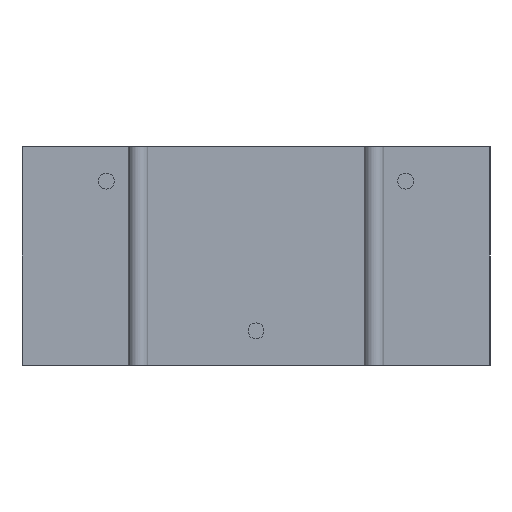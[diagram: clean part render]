
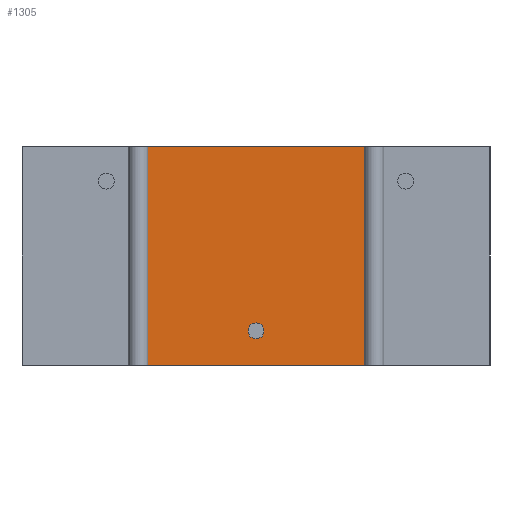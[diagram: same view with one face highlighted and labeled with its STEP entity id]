
A CAD part, front view. The second image highlights one B-rep face of the part: STEP entity #1305.
In plain terms, the highlighted planar face has unit normal (0, -1, 0).
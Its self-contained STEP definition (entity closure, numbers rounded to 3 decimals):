
#19 = CARTESIAN_POINT ( 'NONE',  ( -5.5, -11.9, 11.12 ) ) ;
#77 = VERTEX_POINT ( 'NONE', #859 ) ;
#90 = ORIENTED_EDGE ( 'NONE', *, *, #1277, .F. ) ;
#115 = CARTESIAN_POINT ( 'NONE',  ( 5.5, -11.9, 0. ) ) ;
#151 = ORIENTED_EDGE ( 'NONE', *, *, #1266, .F. ) ;
#181 = LINE ( 'NONE', #1155, #1435 ) ;
#191 = VERTEX_POINT ( 'NONE', #115 ) ;
#214 = VERTEX_POINT ( 'NONE', #354 ) ;
#236 = DIRECTION ( 'NONE',  ( 0., 1., 0. ) ) ;
#335 = LINE ( 'NONE', #1078, #681 ) ;
#337 = CARTESIAN_POINT ( 'NONE',  ( 5.5, -11.9, 11.12 ) ) ;
#338 = ORIENTED_EDGE ( 'NONE', *, *, #1182, .F. ) ;
#354 = CARTESIAN_POINT ( 'NONE',  ( 0., -11.9, 2.156 ) ) ;
#391 = ORIENTED_EDGE ( 'NONE', *, *, #1263, .F. ) ;
#403 = EDGE_LOOP ( 'NONE', ( #876, #151, #338, #1411 ) ) ;
#408 = FACE_BOUND ( 'NONE', #976, .T. ) ;
#415 = DIRECTION ( 'NONE',  ( 1., 0., 0. ) ) ;
#470 = CARTESIAN_POINT ( 'NONE',  ( -5.5, -11.9, 0. ) ) ;
#493 = DIRECTION ( 'NONE',  ( 1., 0., 0. ) ) ;
#555 = DIRECTION ( 'NONE',  ( 0., 0., 1. ) ) ;
#560 = DIRECTION ( 'NONE',  ( 0., -1., 0. ) ) ;
#571 = CARTESIAN_POINT ( 'NONE',  ( 0., -11.9, 1.75 ) ) ;
#579 = CIRCLE ( 'NONE', #855, 0.406 ) ;
#594 = CIRCLE ( 'NONE', #600, 0.406 ) ;
#600 = AXIS2_PLACEMENT_3D ( 'NONE', #1104, #560, #984 ) ;
#681 = VECTOR ( 'NONE', #415, 1000. ) ;
#693 = LINE ( 'NONE', #337, #932 ) ;
#699 = DIRECTION ( 'NONE',  ( 0., 0., 1. ) ) ;
#757 = VERTEX_POINT ( 'NONE', #470 ) ;
#784 = PLANE ( 'NONE',  #934 ) ;
#835 = EDGE_CURVE ( 'NONE', #757, #191, #335, .T. ) ;
#855 = AXIS2_PLACEMENT_3D ( 'NONE', #571, #892, #555 ) ;
#859 = CARTESIAN_POINT ( 'NONE',  ( -5.5, -11.9, 11.12 ) ) ;
#872 = CARTESIAN_POINT ( 'NONE',  ( 0., -11.9, 1.343 ) ) ;
#876 = ORIENTED_EDGE ( 'NONE', *, *, #835, .T. ) ;
#892 = DIRECTION ( 'NONE',  ( 0., -1., 0. ) ) ;
#893 = VERTEX_POINT ( 'NONE', #872 ) ;
#932 = VECTOR ( 'NONE', #1112, 1000. ) ;
#934 = AXIS2_PLACEMENT_3D ( 'NONE', #19, #236, #699 ) ;
#976 = EDGE_LOOP ( 'NONE', ( #391, #90 ) ) ;
#984 = DIRECTION ( 'NONE',  ( 0., 0., 1. ) ) ;
#990 = VECTOR ( 'NONE', #1147, 1000. ) ;
#1034 = LINE ( 'NONE', #1370, #990 ) ;
#1078 = CARTESIAN_POINT ( 'NONE',  ( -5.5, -11.9, 0. ) ) ;
#1104 = CARTESIAN_POINT ( 'NONE',  ( 0., -11.9, 1.75 ) ) ;
#1112 = DIRECTION ( 'NONE',  ( 0., 0., -1. ) ) ;
#1115 = VERTEX_POINT ( 'NONE', #1231 ) ;
#1147 = DIRECTION ( 'NONE',  ( 0., 0., -1. ) ) ;
#1155 = CARTESIAN_POINT ( 'NONE',  ( -5.5, -11.9, 11.12 ) ) ;
#1182 = EDGE_CURVE ( 'NONE', #77, #1115, #181, .T. ) ;
#1231 = CARTESIAN_POINT ( 'NONE',  ( 5.5, -11.9, 11.12 ) ) ;
#1263 = EDGE_CURVE ( 'NONE', #214, #893, #594, .T. ) ;
#1266 = EDGE_CURVE ( 'NONE', #1115, #191, #693, .T. ) ;
#1273 = FACE_OUTER_BOUND ( 'NONE', #403, .T. ) ;
#1277 = EDGE_CURVE ( 'NONE', #893, #214, #579, .T. ) ;
#1305 = ADVANCED_FACE ( 'NONE', ( #408, #1273 ), #784, .F. ) ;
#1370 = CARTESIAN_POINT ( 'NONE',  ( -5.5, -11.9, 11.12 ) ) ;
#1405 = EDGE_CURVE ( 'NONE', #77, #757, #1034, .T. ) ;
#1411 = ORIENTED_EDGE ( 'NONE', *, *, #1405, .T. ) ;
#1435 = VECTOR ( 'NONE', #493, 1000. ) ;
